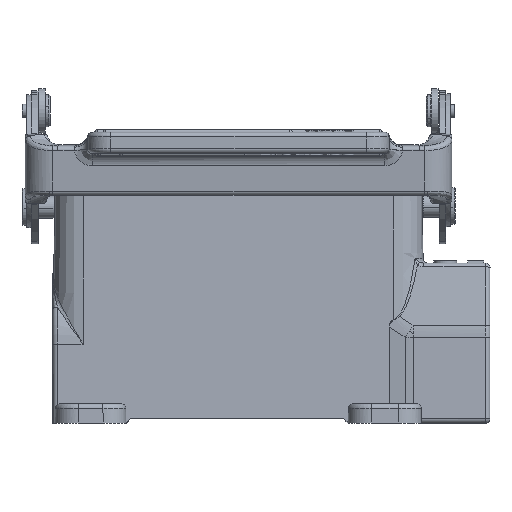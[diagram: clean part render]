
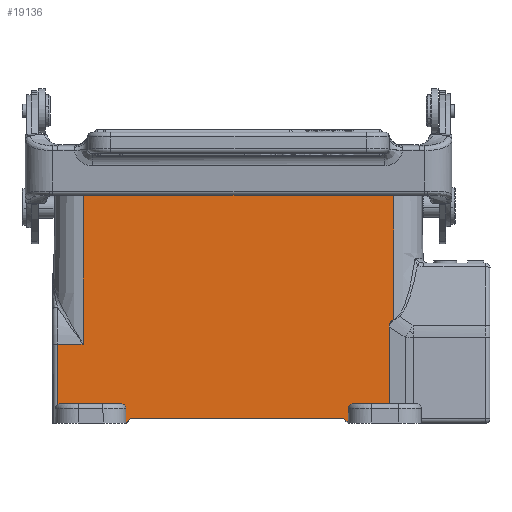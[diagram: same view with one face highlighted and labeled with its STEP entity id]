
A CAD part, top view. The second image highlights one B-rep face of the part: STEP entity #19136.
In plain terms, the highlighted planar face has unit normal (0, 0.018, 1).
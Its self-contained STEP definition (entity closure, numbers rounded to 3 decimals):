
#808=DIRECTION('',(-0.707,0.707,-0.012));
#809=VECTOR('',#808,1.414);
#810=CARTESIAN_POINT('',(24.,-58.5,15.745));
#811=LINE('',#810,#809);
#812=DIRECTION('',(-1.,0.,0.));
#813=VECTOR('',#812,46.6);
#814=CARTESIAN_POINT('',(23.,-57.5,15.727));
#815=LINE('',#814,#813);
#816=DIRECTION('',(-0.707,-0.707,0.012));
#817=VECTOR('',#816,1.414);
#818=CARTESIAN_POINT('',(-23.6,-57.5,15.727));
#819=LINE('',#818,#817);
#840=DIRECTION('',(0.,1.,-0.017));
#841=VECTOR('',#840,33.824);
#842=CARTESIAN_POINT('',(34.,-35.81,15.349));
#843=LINE('',#842,#841);
#2490=DIRECTION('',(-1.,0.,0.));
#2491=VECTOR('',#2490,68.);
#2492=CARTESIAN_POINT('',(34.,-1.991,14.759));
#2493=LINE('',#2492,#2491);
#2678=DIRECTION('',(0.,-1.,0.017));
#2679=VECTOR('',#2678,39.245);
#2680=CARTESIAN_POINT('',(-34.,-1.991,
14.759));
#2681=LINE('',#2680,#2679);
#2712=DIRECTION('',(-1.,0.,0.));
#2713=VECTOR('',#2712,5.6);
#2714=CARTESIAN_POINT('',(-34.,-41.23,
15.443));
#2715=LINE('',#2714,#2713);
#2791=DIRECTION('',(0.,-1.,0.017));
#2792=VECTOR('',#2791,13.24);
#2793=CARTESIAN_POINT('',(-39.6,-41.23,15.443));
#2794=LINE('',#2793,#2792);
#2813=CARTESIAN_POINT('',(-39.6,-54.469,15.675));
#2814=CARTESIAN_POINT('',(-39.432,-54.356,
15.673));
#2815=CARTESIAN_POINT('',(-39.246,-54.3,
15.672));
#2816=CARTESIAN_POINT('',(-39.044,-54.3,
15.672));
#2854=CARTESIAN_POINT('',(-25.656,-54.3,
15.672));
#2855=CARTESIAN_POINT('',(-25.549,-54.3,
15.672));
#2856=CARTESIAN_POINT('',(-25.347,-54.332,
15.672));
#2857=CARTESIAN_POINT('',(-25.064,-54.474,
15.675));
#2858=CARTESIAN_POINT('',(-24.84,-54.694,
15.678));
#2859=CARTESIAN_POINT('',(-24.694,-54.974,
15.683));
#2860=CARTESIAN_POINT('',(-24.658,-55.176,
15.687));
#2861=CARTESIAN_POINT('',(-24.656,-55.283,
15.689));
#2877=DIRECTION('',(1.,0.,0.));
#2878=VECTOR('',#2877,13.388);
#2879=CARTESIAN_POINT('',(-39.044,-54.3,
15.672));
#2880=LINE('',#2879,#2878);
#3016=DIRECTION('',(0.017,-1.,0.017));
#3017=VECTOR('',#3016,3.218);
#3018=CARTESIAN_POINT('',(-24.656,-55.283,
15.689));
#3019=LINE('',#3018,#3017);
#13378=DIRECTION('',(0.017,1.,-0.017));
#13379=VECTOR('',#13378,3.218);
#13380=CARTESIAN_POINT('',(24.,-58.5,
15.745));
#13381=LINE('',#13380,#13379);
#13448=CARTESIAN_POINT('',(24.056,-55.283,
15.689));
#13449=CARTESIAN_POINT('',(24.058,-55.176,
15.687));
#13450=CARTESIAN_POINT('',(24.094,-54.974,
15.683));
#13451=CARTESIAN_POINT('',(24.24,-54.694,
15.678));
#13452=CARTESIAN_POINT('',(24.464,-54.474,
15.675));
#13453=CARTESIAN_POINT('',(24.747,-54.332,
15.672));
#13454=CARTESIAN_POINT('',(24.949,-54.3,
15.672));
#13455=CARTESIAN_POINT('',(25.056,-54.3,
15.672));
#13461=DIRECTION('',(1.,0.,0.));
#13462=VECTOR('',#13461,7.885);
#13463=CARTESIAN_POINT('',(25.056,-54.3,
15.672));
#13464=LINE('',#13463,#13462);
#13507=DIRECTION('',(0.,1.,-0.017));
#13508=VECTOR('',#13507,16.807);
#13509=CARTESIAN_POINT('',(32.941,-54.3,
15.672));
#13510=LINE('',#13509,#13508);
#13524=CARTESIAN_POINT('',(32.941,-37.496,
15.378));
#13525=CARTESIAN_POINT('',(32.941,-37.392,
15.377));
#13526=CARTESIAN_POINT('',(32.953,-37.195,
15.373));
#13527=CARTESIAN_POINT('',(33.005,-36.928,
15.368));
#13528=CARTESIAN_POINT('',(33.089,-36.687,
15.364));
#13529=CARTESIAN_POINT('',(33.203,-36.471,
15.36));
#13530=CARTESIAN_POINT('',(33.348,-36.276,
15.357));
#13531=CARTESIAN_POINT('',(33.526,-36.1,
15.354));
#13532=CARTESIAN_POINT('',(33.74,-35.944,
15.351));
#13533=CARTESIAN_POINT('',(33.909,-35.852,
15.35));
#13534=CARTESIAN_POINT('',(34.,-35.81,
15.349));
#15452=CARTESIAN_POINT('',(23.,-57.5,
15.727));
#15453=VERTEX_POINT('',#15452);
#15454=CARTESIAN_POINT('',(24.,-58.5,
15.745));
#15455=VERTEX_POINT('',#15454);
#15456=CARTESIAN_POINT('',(-23.6,-57.5,
15.727));
#15457=VERTEX_POINT('',#15456);
#15467=CARTESIAN_POINT('',(34.,-35.81,
15.349));
#15468=CARTESIAN_POINT('',(34.,-1.991,
14.759));
#15469=VERTEX_POINT('',#15467);
#15470=VERTEX_POINT('',#15468);
#15471=VERTEX_POINT('',#13524);
#15472=CARTESIAN_POINT('',(32.941,-54.3,
15.672));
#15473=VERTEX_POINT('',#15472);
#15474=CARTESIAN_POINT('',(25.056,-54.3,
15.672));
#15475=VERTEX_POINT('',#15474);
#15476=VERTEX_POINT('',#13448);
#15477=CARTESIAN_POINT('',(-24.6,-58.5,
15.745));
#15478=VERTEX_POINT('',#15477);
#15479=CARTESIAN_POINT('',(-24.656,-55.283,
15.689));
#15480=VERTEX_POINT('',#15479);
#15481=VERTEX_POINT('',#2854);
#15482=CARTESIAN_POINT('',(-39.044,-54.3,
15.672));
#15483=VERTEX_POINT('',#15482);
#15484=VERTEX_POINT('',#2813);
#15485=CARTESIAN_POINT('',(-39.6,-41.23,15.443));
#15486=VERTEX_POINT('',#15485);
#15487=CARTESIAN_POINT('',(-34.,-41.23,
15.443));
#15488=VERTEX_POINT('',#15487);
#15489=CARTESIAN_POINT('',(-34.,-1.991,
14.759));
#15490=VERTEX_POINT('',#15489);
#19097=CARTESIAN_POINT('',(-2.8,-30.246,
15.252));
#19098=DIRECTION('',(0.,0.017,1.));
#19099=DIRECTION('',(0.,-1.,0.017));
#19100=AXIS2_PLACEMENT_3D('',#19097,#19098,#19099);
#19101=PLANE('',#19100);
#19103=ORIENTED_EDGE('',*,*,#19102,.F.);
#19105=ORIENTED_EDGE('',*,*,#19104,.F.);
#19107=ORIENTED_EDGE('',*,*,#19106,.F.);
#19109=ORIENTED_EDGE('',*,*,#19108,.F.);
#19111=ORIENTED_EDGE('',*,*,#19110,.F.);
#19113=ORIENTED_EDGE('',*,*,#19112,.F.);
#19114=ORIENTED_EDGE('',*,*,#19063,.T.);
#19115=ORIENTED_EDGE('',*,*,#19076,.T.);
#19117=ORIENTED_EDGE('',*,*,#19116,.T.);
#19119=ORIENTED_EDGE('',*,*,#19118,.F.);
#19121=ORIENTED_EDGE('',*,*,#19120,.F.);
#19123=ORIENTED_EDGE('',*,*,#19122,.F.);
#19125=ORIENTED_EDGE('',*,*,#19124,.F.);
#19127=ORIENTED_EDGE('',*,*,#19126,.F.);
#19129=ORIENTED_EDGE('',*,*,#19128,.F.);
#19131=ORIENTED_EDGE('',*,*,#19130,.F.);
#19133=ORIENTED_EDGE('',*,*,#19132,.F.);
#19134=EDGE_LOOP('',(#19103,#19105,#19107,#19109,#19111,#19113,#19114,#19115,
#19117,#19119,#19121,#19123,#19125,#19127,#19129,#19131,#19133));
#19135=FACE_OUTER_BOUND('',#19134,.F.);
#19136=ADVANCED_FACE('',(#19135),#19101,.T.);
#2817=B_SPLINE_CURVE_WITH_KNOTS('',3,(#2813,#2814,#2815,#2816),.UNSPECIFIED.,
.F.,.F.,(4,4),(0.,1.),.UNSPECIFIED.);
#2862=B_SPLINE_CURVE_WITH_KNOTS('',3,(#2854,#2855,#2856,#2857,#2858,#2859,#2860,
#2861),.UNSPECIFIED.,.F.,.F.,(4,1,1,1,1,4),(0.,0.2,0.4,0.6,0.8,1.),
.UNSPECIFIED.);
#13456=B_SPLINE_CURVE_WITH_KNOTS('',3,(#13448,#13449,#13450,#13451,#13452,
#13453,#13454,#13455),.UNSPECIFIED.,.F.,.F.,(4,1,1,1,1,4),(0.,0.2,0.4,
0.6,0.8,1.),.UNSPECIFIED.);
#13535=B_SPLINE_CURVE_WITH_KNOTS('',3,(#13524,#13525,#13526,#13527,#13528,
#13529,#13530,#13531,#13532,#13533,#13534),.UNSPECIFIED.,.F.,.F.,(4,1,1,1,1,1,1,
1,4),(0.,0.125,0.25,0.375,0.5,0.625,0.75,0.875,1.),
.UNSPECIFIED.);
#19063=EDGE_CURVE('',#15455,#15453,#811,.T.);
#19076=EDGE_CURVE('',#15453,#15457,#815,.T.);
#19102=EDGE_CURVE('',#15469,#15470,#843,.T.);
#19104=EDGE_CURVE('',#15471,#15469,#13535,.T.);
#19106=EDGE_CURVE('',#15473,#15471,#13510,.T.);
#19108=EDGE_CURVE('',#15475,#15473,#13464,.T.);
#19110=EDGE_CURVE('',#15476,#15475,#13456,.T.);
#19112=EDGE_CURVE('',#15455,#15476,#13381,.T.);
#19116=EDGE_CURVE('',#15457,#15478,#819,.T.);
#19118=EDGE_CURVE('',#15480,#15478,#3019,.T.);
#19120=EDGE_CURVE('',#15481,#15480,#2862,.T.);
#19122=EDGE_CURVE('',#15483,#15481,#2880,.T.);
#19124=EDGE_CURVE('',#15484,#15483,#2817,.T.);
#19126=EDGE_CURVE('',#15486,#15484,#2794,.T.);
#19128=EDGE_CURVE('',#15488,#15486,#2715,.T.);
#19130=EDGE_CURVE('',#15490,#15488,#2681,.T.);
#19132=EDGE_CURVE('',#15470,#15490,#2493,.T.);
